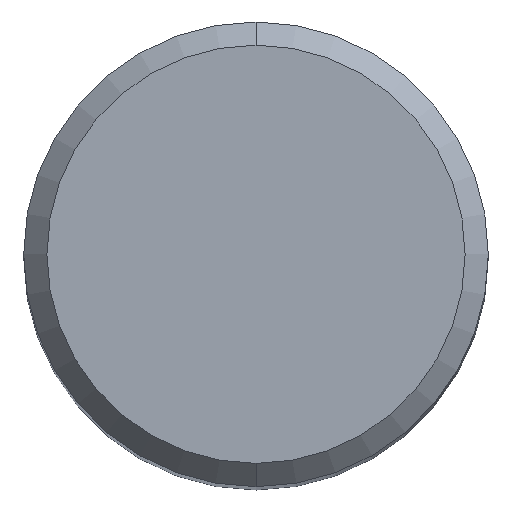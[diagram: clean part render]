
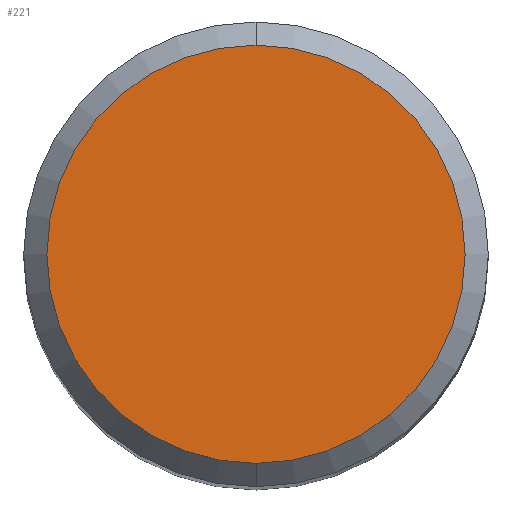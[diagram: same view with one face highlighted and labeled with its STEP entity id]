
A CAD part, top view. The second image highlights one B-rep face of the part: STEP entity #221.
In plain terms, the highlighted planar face has unit normal (0, 0, 1).
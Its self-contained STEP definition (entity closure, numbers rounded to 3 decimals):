
#195=VERTEX_POINT('',#499);
#219=EDGE_CURVE('',#195,#389,#527,.T.);
#221=ADVANCED_FACE('',(#529),#530,.T.);
#389=VERTEX_POINT('',#711);
#447=EDGE_CURVE('',#389,#195,#774,.T.);
#499=CARTESIAN_POINT('',(0.,-4.5,0.0));
#527=CIRCLE('',#859,4.5);
#529=FACE_OUTER_BOUND('',#861,.T.);
#530=PLANE('',#862);
#711=CARTESIAN_POINT('',(0.0,4.5,0.0));
#774=CIRCLE('',#1438,4.5);
#859=AXIS2_PLACEMENT_3D('',#1534,#1535,#1536);
#861=EDGE_LOOP('',(#1538,#1539));
#862=AXIS2_PLACEMENT_3D('',#1540,#1541,#1542);
#1438=AXIS2_PLACEMENT_3D('',#1784,#1785,#1786);
#1534=CARTESIAN_POINT('',(0.0,0.0,0.0));
#1535=DIRECTION('',(0.0,0.0,-1.0));
#1536=DIRECTION('',(0.0,1.0,0.0));
#1538=ORIENTED_EDGE('',*,*,#447,.F.);
#1539=ORIENTED_EDGE('',*,*,#219,.F.);
#1540=CARTESIAN_POINT('',(0.0,2.25,0.0));
#1541=DIRECTION('',(-0.0,0.0,1.0));
#1542=DIRECTION('',(0.0,-1.0,0.0));
#1784=CARTESIAN_POINT('',(0.0,0.0,0.0));
#1785=DIRECTION('',(0.0,0.0,-1.0));
#1786=DIRECTION('',(0.0,1.0,0.0));
